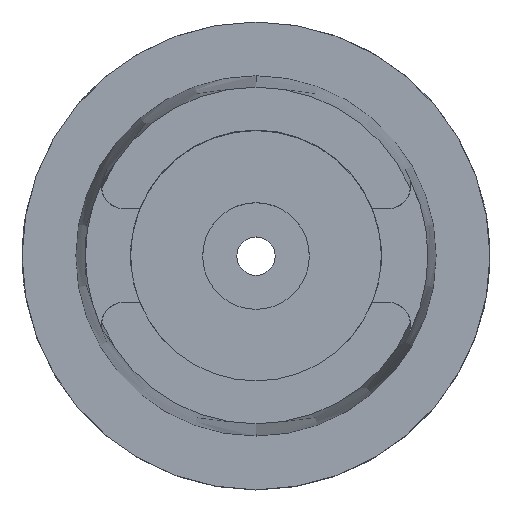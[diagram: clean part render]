
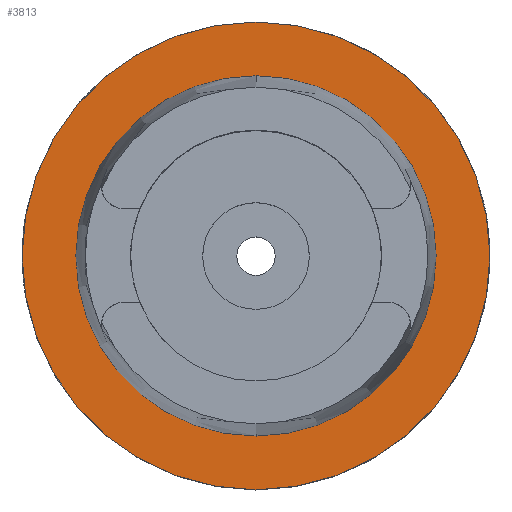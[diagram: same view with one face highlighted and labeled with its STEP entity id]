
A CAD part, top view. The second image highlights one B-rep face of the part: STEP entity #3813.
In plain terms, the highlighted planar face has unit normal (0, 0, 1).
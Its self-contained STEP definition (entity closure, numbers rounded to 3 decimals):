
#1816=CARTESIAN_POINT('',(0.,0.,0.));
#1817=DIRECTION('',(0.,0.,-1.));
#1818=DIRECTION('',(0.,-1.,0.));
#1819=AXIS2_PLACEMENT_3D('',#1816,#1817,#1818);
#1824=CARTESIAN_POINT('',(0.,0.,0.));
#1825=DIRECTION('',(0.,0.,-1.));
#1826=DIRECTION('',(0.,1.,0.));
#1827=AXIS2_PLACEMENT_3D('',#1824,#1825,#1826);
#1832=CARTESIAN_POINT('',(0.,0.,0.));
#1833=DIRECTION('',(0.,0.,1.));
#1834=DIRECTION('',(0.,-1.,0.));
#1835=AXIS2_PLACEMENT_3D('',#1832,#1833,#1834);
#1840=CARTESIAN_POINT('',(0.,0.,0.));
#1841=DIRECTION('',(0.,0.,1.));
#1842=DIRECTION('',(0.,1.,0.));
#1843=AXIS2_PLACEMENT_3D('',#1840,#1841,#1842);
#2120=CARTESIAN_POINT('',(0.,-48.134,0.));
#2121=VERTEX_POINT('',#2120);
#2122=CARTESIAN_POINT('',(0.,48.134,0.));
#2123=VERTEX_POINT('',#2122);
#2370=CARTESIAN_POINT('',(0.,62.5,0.));
#2371=VERTEX_POINT('',#2370);
#2372=CARTESIAN_POINT('',(0.,-62.5,0.));
#2373=VERTEX_POINT('',#2372);
#3800=CARTESIAN_POINT('',(0.,0.,0.));
#3801=DIRECTION('',(0.,0.,-1.));
#3802=DIRECTION('',(0.,-1.,0.));
#3803=AXIS2_PLACEMENT_3D('',#3800,#3801,#3802);
#3804=PLANE('',#3803);
#3805=ORIENTED_EDGE('',*,*,#3559,.T.);
#3806=ORIENTED_EDGE('',*,*,#3677,.T.);
#3807=EDGE_LOOP('',(#3805,#3806));
#3808=FACE_OUTER_BOUND('',#3807,.F.);
#3809=ORIENTED_EDGE('',*,*,#2576,.T.);
#3810=ORIENTED_EDGE('',*,*,#2540,.T.);
#3811=EDGE_LOOP('',(#3809,#3810));
#3812=FACE_BOUND('',#3811,.F.);
#1820=CIRCLE('',#1819,62.5);
#1828=CIRCLE('',#1827,62.5);
#1836=CIRCLE('',#1835,48.134);
#1844=CIRCLE('',#1843,48.134);
#2540=EDGE_CURVE('',#2123,#2121,#1844,.T.);
#2576=EDGE_CURVE('',#2121,#2123,#1836,.T.);
#3559=EDGE_CURVE('',#2373,#2371,#1820,.T.);
#3677=EDGE_CURVE('',#2371,#2373,#1828,.T.);
#3813=ADVANCED_FACE('',(#3808,#3812),#3804,.F.);
